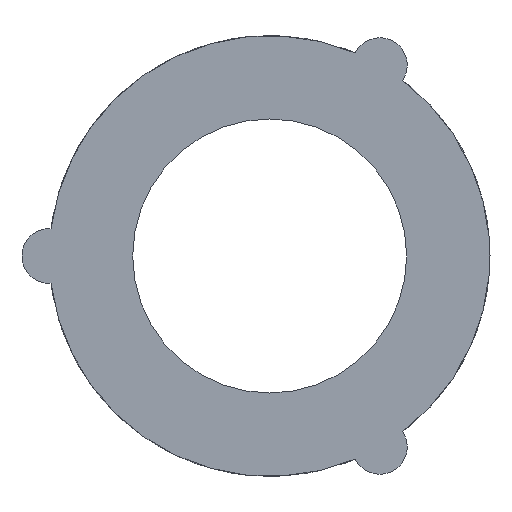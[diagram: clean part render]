
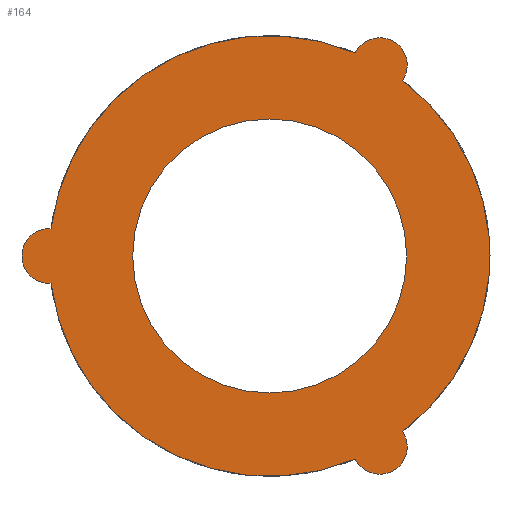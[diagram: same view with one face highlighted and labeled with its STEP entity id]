
A CAD part, left-side view. The second image highlights one B-rep face of the part: STEP entity #164.
In plain terms, the highlighted planar face has unit normal (-1, 0, 0).
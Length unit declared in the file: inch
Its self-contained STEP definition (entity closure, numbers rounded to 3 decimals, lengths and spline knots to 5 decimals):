
#15=FACE_BOUND('',#53,.T.);
#42=FACE_OUTER_BOUND('',#52,.T.);
#52=EDGE_LOOP('',(#129,#130,#131,#132,#133,#134));
#53=EDGE_LOOP('',(#135));
#62=CIRCLE('',#180,0.06);
#63=CIRCLE('',#182,0.06);
#66=CIRCLE('',#187,0.06);
#69=CIRCLE('',#192,0.4825);
#70=CIRCLE('',#193,0.4825);
#71=CIRCLE('',#194,0.4825);
#72=CIRCLE('',#195,0.3);
#77=VERTEX_POINT('',#266);
#78=VERTEX_POINT('',#268);
#79=VERTEX_POINT('',#272);
#81=VERTEX_POINT('',#275);
#83=VERTEX_POINT('',#283);
#85=VERTEX_POINT('',#286);
#87=VERTEX_POINT('',#297);
#94=EDGE_CURVE('',#78,#77,#62,.T.);
#96=EDGE_CURVE('',#79,#81,#63,.T.);
#101=EDGE_CURVE('',#83,#85,#66,.T.);
#105=EDGE_CURVE('',#85,#78,#69,.T.);
#106=EDGE_CURVE('',#81,#83,#70,.T.);
#107=EDGE_CURVE('',#77,#79,#71,.T.);
#108=EDGE_CURVE('',#87,#87,#72,.T.);
#129=ORIENTED_EDGE('',*,*,#105,.F.);
#130=ORIENTED_EDGE('',*,*,#101,.F.);
#131=ORIENTED_EDGE('',*,*,#106,.F.);
#132=ORIENTED_EDGE('',*,*,#96,.F.);
#133=ORIENTED_EDGE('',*,*,#107,.F.);
#134=ORIENTED_EDGE('',*,*,#94,.F.);
#135=ORIENTED_EDGE('',*,*,#108,.T.);
#156=PLANE('',#191);
#164=ADVANCED_FACE('',(#42,#15),#156,.T.);
#180=AXIS2_PLACEMENT_3D('',#270,#213,#214);
#182=AXIS2_PLACEMENT_3D('',#276,#218,#219);
#187=AXIS2_PLACEMENT_3D('',#287,#230,#231);
#191=AXIS2_PLACEMENT_3D('',#293,#239,#240);
#192=AXIS2_PLACEMENT_3D('',#294,#241,#242);
#193=AXIS2_PLACEMENT_3D('',#295,#243,#244);
#194=AXIS2_PLACEMENT_3D('',#296,#245,#246);
#195=AXIS2_PLACEMENT_3D('',#298,#247,#248);
#213=DIRECTION('center_axis',(1.,0.,0.));
#214=DIRECTION('ref_axis',(0.,0.,-1.));
#218=DIRECTION('center_axis',(1.,0.,0.));
#219=DIRECTION('ref_axis',(0.,0.,-1.));
#230=DIRECTION('center_axis',(1.,0.,0.));
#231=DIRECTION('ref_axis',(0.,0.,-1.));
#239=DIRECTION('center_axis',(-1.,0.,0.));
#240=DIRECTION('ref_axis',(0.,0.,1.));
#241=DIRECTION('center_axis',(1.,0.,0.));
#242=DIRECTION('ref_axis',(0.,0.,-1.));
#243=DIRECTION('center_axis',(1.,0.,0.));
#244=DIRECTION('ref_axis',(0.,0.,-1.));
#245=DIRECTION('center_axis',(1.,0.,0.));
#246=DIRECTION('ref_axis',(0.,0.,-1.));
#247=DIRECTION('center_axis',(1.,0.,0.));
#248=DIRECTION('ref_axis',(0.,0.,-1.));
#266=CARTESIAN_POINT('',(0.,-0.18752,-0.44457));
#268=CARTESIAN_POINT('',(0.,-0.29125,-0.38468));
#270=CARTESIAN_POINT('Origin',(0.,-0.24125,-0.41786));
#272=CARTESIAN_POINT('',(0.,0.47877,-0.05988));
#275=CARTESIAN_POINT('',(0.,0.47877,0.05988));
#276=CARTESIAN_POINT('Origin',(0.,0.4825,0.));
#283=CARTESIAN_POINT('',(0.,-0.18752,0.44457));
#286=CARTESIAN_POINT('',(0.,-0.29125,0.38468));
#287=CARTESIAN_POINT('Origin',(0.,-0.24125,0.41786));
#293=CARTESIAN_POINT('Origin',(0.,0.4825,0.));
#294=CARTESIAN_POINT('Origin',(0.,0.,0.));
#295=CARTESIAN_POINT('Origin',(0.,0.,0.));
#296=CARTESIAN_POINT('Origin',(0.,0.,0.));
#297=CARTESIAN_POINT('',(0.,0.3,0.));
#298=CARTESIAN_POINT('Origin',(0.,0.,0.));
